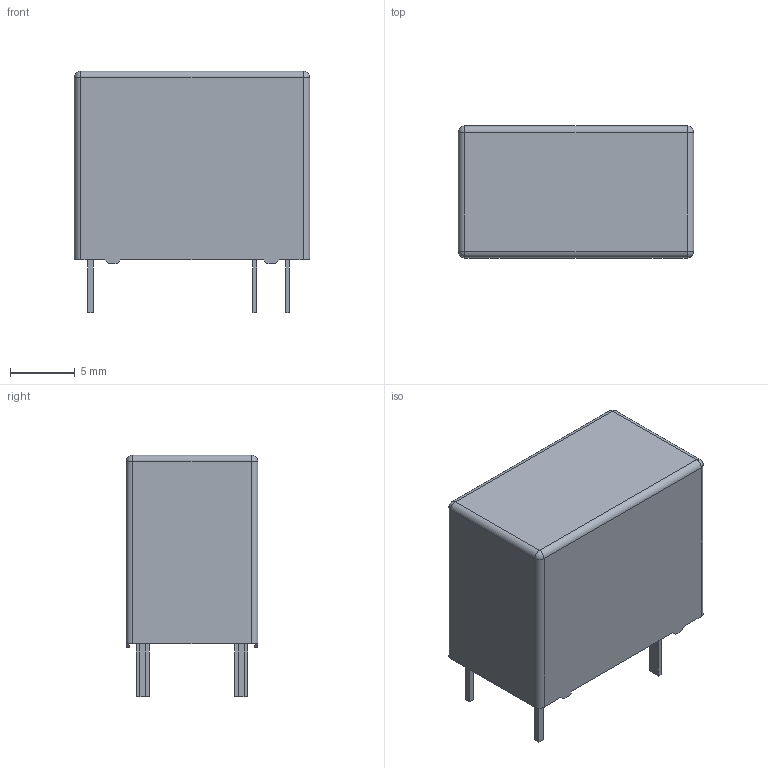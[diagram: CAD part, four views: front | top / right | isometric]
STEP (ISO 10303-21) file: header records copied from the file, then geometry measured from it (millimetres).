
FILE_DESCRIPTION(('FreeCAD Model'),'2;1');
FILE_NAME('TE_OJ-1xxx.step', '2020-03-09T22:56:10',('kicad StepUp'),('ksu MCAD'), 'Open CASCADE STEP processor 7.3','FreeCAD','Unknown');
FILE_SCHEMA(('AUTOMOTIVE_DESIGN { 1 0 10303 214 1 1 1 1 }'));
Length unit declared in the file: millimetre
Products named in the file (1): TE_OJ-1xxx
Bounding box: 18.2 x 10.2 x 18.7 mm (x, y, z)
Volume: 2708.7 mm3; surface area: 1216.1 mm2
Topology: 5 solids, 5 shells, 58 faces, 132 edges, 84 vertices
Faces by surface type: plane 46, cylinder 8, sphere 4
Entity records: 2007 total; most frequent: CARTESIAN_POINT 275, DIRECTION 266, ORIENTED_EDGE 264, EDGE_CURVE 132, LINE 116, VECTOR 116, VERTEX_POINT 84, AXIS2_PLACEMENT_3D 75
